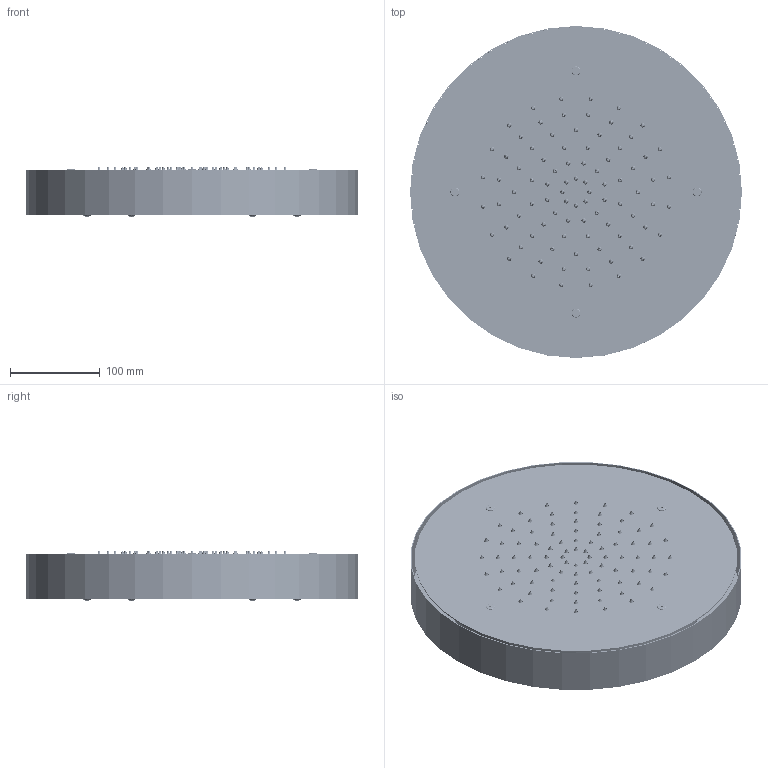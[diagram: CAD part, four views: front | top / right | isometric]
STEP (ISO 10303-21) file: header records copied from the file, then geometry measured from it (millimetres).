
FILE_DESCRIPTION(('STEP AP214'),'1');
FILE_NAME('Art.68800.stp','2022-09-05T09:04:54',(' '),(' '),'Spatial InterOp 3D',' ',' ');
FILE_SCHEMA(('AUTOMOTIVE_DESIGN { 1 0 10303 214 1 1 1 1 }'));
Length unit declared in the file: millimetre
Products named in the file (1): Art.68800
Bounding box: 370 x 370 x 54.8 mm (x, y, z)
Volume: 471030.7 mm3; surface area: 685573.8 mm2
Topology: 2 solids, 14 shells, 2930 faces, 7016 edges, 4418 vertices
Faces by surface type: plane 1190, torus 859, cylinder 747, cone 116, bspline 18
Full cylindrical faces by diameter (mm): 1.5 x88, 1.7 x88, 2.6 x18, 4.8 x18, 5 x100, 5.2 x20, 5.5 x4, 6.5 x8, 6.9 x8, 7 x4, 8.2 x8, 10 x96, 14 x1, 16.4 x1, 18.631 x1, 28 x1, 28.2 x1, 30 x1, 250 x1, 360 x1, 367.9 x1
Entity records: 96517 total; most frequent: DIRECTION 13344, CARTESIAN_POINT 12190, ORIENTED_EDGE 9908, AXIS2_PLACEMENT_3D 5476, EDGE_LOOP 5058, EDGE_CURVE 4954, FACE_OUTER_BOUND 4276, VERTEX_POINT 3818
